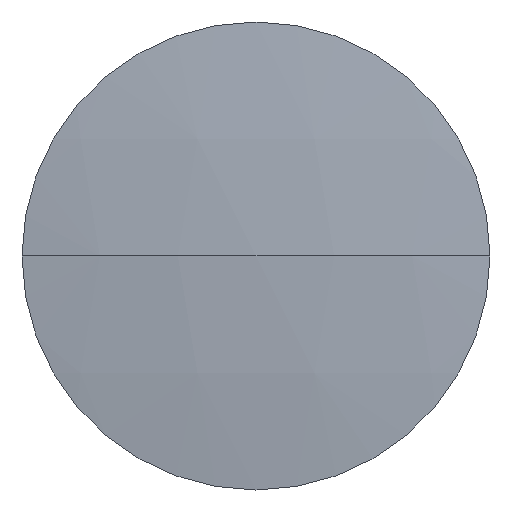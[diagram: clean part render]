
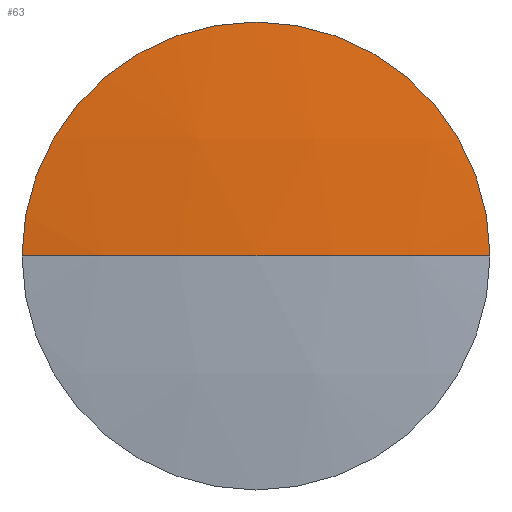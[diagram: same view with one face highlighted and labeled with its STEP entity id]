
A CAD part, left-side view. The second image highlights one B-rep face of the part: STEP entity #63.
In plain terms, the highlighted spherical face has radius 200 mm.
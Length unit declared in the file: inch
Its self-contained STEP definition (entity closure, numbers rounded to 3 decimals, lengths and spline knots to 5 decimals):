
#1 = DIRECTION ( 'NONE',  ( 1., 0., 0. ) ) ;
#2 = DIRECTION ( 'NONE',  ( 0., 0., -1. ) ) ;
#3 = EDGE_CURVE ( 'NONE', #4, #17, #93, .T. ) ;
#4 = VERTEX_POINT ( 'NONE', #88 ) ;
#16 = EDGE_CURVE ( 'NONE', #17, #18, #98, .T. ) ;
#17 = VERTEX_POINT ( 'NONE', #146 ) ;
#18 = VERTEX_POINT ( 'NONE', #145 ) ;
#39 = ORIENTED_EDGE ( 'NONE', *, *, #40, .T. ) ;
#40 = EDGE_CURVE ( 'NONE', #4, #41, #229, .T. ) ;
#41 = VERTEX_POINT ( 'NONE', #224 ) ;
#42 = ORIENTED_EDGE ( 'NONE', *, *, #43, .F. ) ;
#43 = EDGE_CURVE ( 'NONE', #18, #41, #222, .T. ) ;
#44 = ORIENTED_EDGE ( 'NONE', *, *, #16, .F. ) ;
#63 = ADVANCED_FACE ( 'NONE', ( #276 ), #301, .T. ) ;
#64 = EDGE_LOOP ( 'NONE', ( #65, #39, #42, #44 ) ) ;
#65 = ORIENTED_EDGE ( 'NONE', *, *, #3, .F. ) ;
#88 = CARTESIAN_POINT ( 'NONE',  ( -3.52577, 1.35893, 0.87225 ) ) ;
#89 = DIRECTION ( 'NONE',  ( -1., 0., 0. ) ) ;
#90 = DIRECTION ( 'NONE',  ( 0., 0., -1. ) ) ;
#91 = CARTESIAN_POINT ( 'NONE',  ( 4.34825, 1.35893, 0.87225 ) ) ;
#92 = AXIS2_PLACEMENT_3D ( 'NONE', #91, #90, #89 ) ;
#93 = CIRCLE ( 'NONE', #92, 7.87402 ) ;
#97 = AXIS2_PLACEMENT_3D ( 'NONE', #104, #1, #2 ) ;
#98 = CIRCLE ( 'NONE', #97, 1. ) ;
#104 = CARTESIAN_POINT ( 'NONE',  ( -3.46201, 1.35893, 0.87225 ) ) ;
#145 = CARTESIAN_POINT ( 'NONE',  ( -3.46201, 1.35893, 1.87225 ) ) ;
#146 = CARTESIAN_POINT ( 'NONE',  ( -3.46201, 2.35893, 0.87225 ) ) ;
#218 = DIRECTION ( 'NONE',  ( 0., 0., -1. ) ) ;
#219 = DIRECTION ( 'NONE',  ( 1., 0., 0. ) ) ;
#220 = CARTESIAN_POINT ( 'NONE',  ( -3.46201, 1.35893, 0.87225 ) ) ;
#221 = AXIS2_PLACEMENT_3D ( 'NONE', #220, #219, #218 ) ;
#222 = CIRCLE ( 'NONE', #221, 1. ) ;
#224 = CARTESIAN_POINT ( 'NONE',  ( -3.46201, 0.35893, 0.87225 ) ) ;
#225 = DIRECTION ( 'NONE',  ( 0., -1., 0. ) ) ;
#226 = DIRECTION ( 'NONE',  ( 0., 0., 1. ) ) ;
#227 = CARTESIAN_POINT ( 'NONE',  ( 4.34825, 1.35893, 0.87225 ) ) ;
#228 = AXIS2_PLACEMENT_3D ( 'NONE', #227, #226, #225 ) ;
#229 = CIRCLE ( 'NONE', #228, 7.87402 ) ;
#258 = CARTESIAN_POINT ( 'NONE',  ( 4.34825, 1.35893, 0.87225 ) ) ;
#276 = FACE_OUTER_BOUND ( 'NONE', #64, .T. ) ;
#298 = DIRECTION ( 'NONE',  ( 0., 1., 0. ) ) ;
#299 = DIRECTION ( 'NONE',  ( 0., 0., 1. ) ) ;
#300 = AXIS2_PLACEMENT_3D ( 'NONE', #258, #299, #298 ) ;
#301 = SPHERICAL_SURFACE ( 'NONE', #300, 7.87402 ) ;
